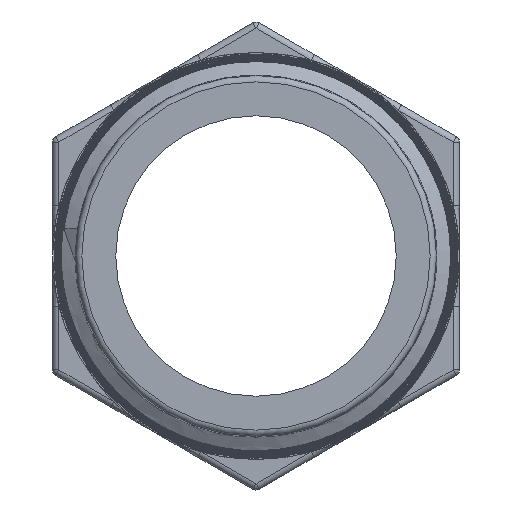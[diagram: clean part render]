
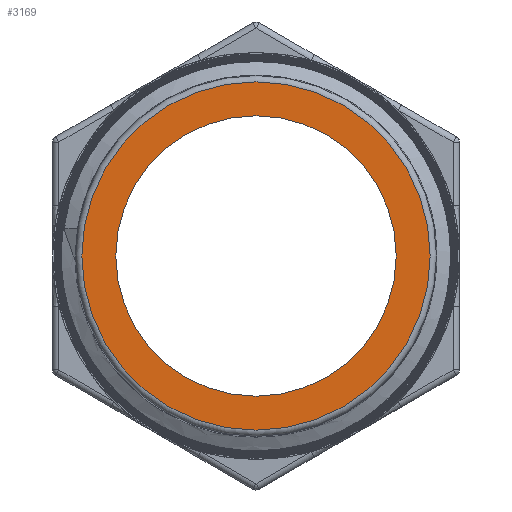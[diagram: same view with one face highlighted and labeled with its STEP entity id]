
A CAD part, left-side view. The second image highlights one B-rep face of the part: STEP entity #3169.
In plain terms, the highlighted planar face has unit normal (-1, 0, 0).
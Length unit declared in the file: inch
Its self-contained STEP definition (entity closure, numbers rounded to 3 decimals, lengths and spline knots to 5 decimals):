
#3127=CARTESIAN_POINT('',(-1.58,0.82592,0.0));
#3128=VERTEX_POINT('',#3127);
#3129=CARTESIAN_POINT('',(-1.58,0.0,0.0));
#3130=DIRECTION('',(1.0,0.0,0.0));
#3131=DIRECTION('',(0.0,-1.0,0.0));
#3132=AXIS2_PLACEMENT_3D('',#3129,#3130,#3131);
#3133=CIRCLE('',#3132,0.82592);
#3134=EDGE_CURVE('',#3128,#3128,#3133,.T.);
#3150=CARTESIAN_POINT('',(-1.58,0.76,0.0));
#3151=DIRECTION('',(-1.0,0.0,0.0));
#3152=DIRECTION('',(0.0,0.0,1.0));
#3153=AXIS2_PLACEMENT_3D('',#3150,#3151,#3152);
#3154=PLANE('',#3153);
#3155=ORIENTED_EDGE('',*,*,#3134,.F.);
#3156=EDGE_LOOP('',(#3155));
#3157=FACE_OUTER_BOUND('',#3156,.T.);
#3158=CARTESIAN_POINT('',(-1.58,0.665,0.0));
#3159=VERTEX_POINT('',#3158);
#3160=CARTESIAN_POINT('',(-1.58,0.0,0.0));
#3161=DIRECTION('',(1.0,0.0,0.0));
#3162=DIRECTION('',(0.0,1.0,0.0));
#3163=AXIS2_PLACEMENT_3D('',#3160,#3161,#3162);
#3164=CIRCLE('',#3163,0.665);
#3165=EDGE_CURVE('',#3159,#3159,#3164,.T.);
#3166=ORIENTED_EDGE('',*,*,#3165,.T.);
#3167=EDGE_LOOP('',(#3166));
#3168=FACE_BOUND('',#3167,.T.);
#3169=ADVANCED_FACE('',(#3157,#3168),#3154,.T.);
